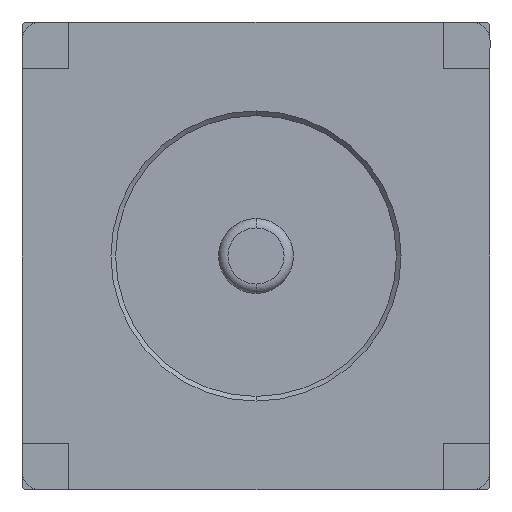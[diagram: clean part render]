
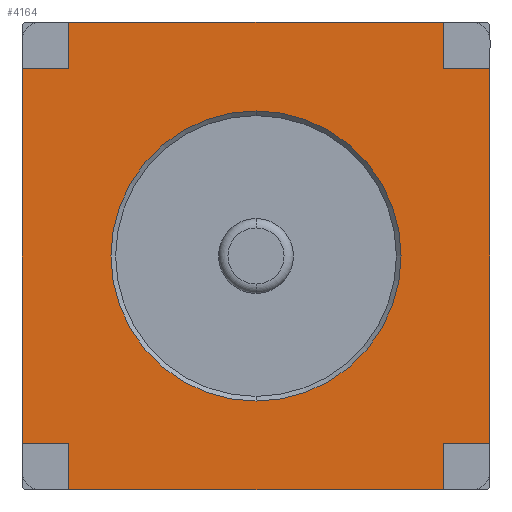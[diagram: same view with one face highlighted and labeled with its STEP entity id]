
A CAD part, front view. The second image highlights one B-rep face of the part: STEP entity #4164.
In plain terms, the highlighted planar face has unit normal (0, -1, 0).
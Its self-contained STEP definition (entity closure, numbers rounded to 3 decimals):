
#219 = VERTEX_POINT ( 'NONE', #6808 ) ;
#224 = VERTEX_POINT ( 'NONE', #6810 ) ;
#229 = VERTEX_POINT ( 'NONE', #6812 ) ;
#232 = VERTEX_POINT ( 'NONE', #6813 ) ;
#234 = VERTEX_POINT ( 'NONE', #6814 ) ;
#237 = VERTEX_POINT ( 'NONE', #6815 ) ;
#239 = VERTEX_POINT ( 'NONE', #6816 ) ;
#242 = VERTEX_POINT ( 'NONE', #6817 ) ;
#244 = VERTEX_POINT ( 'NONE', #6818 ) ;
#247 = VERTEX_POINT ( 'NONE', #6819 ) ;
#269 = VERTEX_POINT ( 'NONE', #6831 ) ;
#306 = EDGE_LOOP ( 'NONE', ( #1212, #1209, #1211, #1206, #1204, #1201, #1199, #1196, #1194, #1191, #1189, #1186 ) ) ;
#432 = VERTEX_POINT ( 'NONE', #6916 ) ;
#892 = VERTEX_POINT ( 'NONE', #6999 ) ;
#904 = ORIENTED_EDGE ( 'NONE', *, *, #4295, .T. ) ;
#906 = ORIENTED_EDGE ( 'NONE', *, *, #3729, .T. ) ;
#1099 = VERTEX_POINT ( 'NONE', #7074 ) ;
#1178 = EDGE_LOOP ( 'NONE', ( #906, #904 ) ) ;
#1186 = ORIENTED_EDGE ( 'NONE', *, *, #4544, .F. ) ;
#1189 = ORIENTED_EDGE ( 'NONE', *, *, #4543, .F. ) ;
#1191 = ORIENTED_EDGE ( 'NONE', *, *, #4542, .F. ) ;
#1194 = ORIENTED_EDGE ( 'NONE', *, *, #4541, .F. ) ;
#1196 = ORIENTED_EDGE ( 'NONE', *, *, #4540, .F. ) ;
#1199 = ORIENTED_EDGE ( 'NONE', *, *, #4539, .F. ) ;
#1201 = ORIENTED_EDGE ( 'NONE', *, *, #4538, .F. ) ;
#1204 = ORIENTED_EDGE ( 'NONE', *, *, #4537, .F. ) ;
#1206 = ORIENTED_EDGE ( 'NONE', *, *, #4536, .F. ) ;
#1209 = ORIENTED_EDGE ( 'NONE', *, *, #4294, .F. ) ;
#1211 = ORIENTED_EDGE ( 'NONE', *, *, #4535, .F. ) ;
#1212 = ORIENTED_EDGE ( 'NONE', *, *, #3728, .F. ) ;
#2730 = CARTESIAN_POINT ( 'NONE',  ( 0., 0., 0. ) ) ;
#2734 = LINE ( 'NONE', #2735, #8543 ) ;
#2735 = CARTESIAN_POINT ( 'NONE',  ( -2.5, 0., -2.5 ) ) ;
#2736 = DIRECTION ( 'NONE',  ( 0., 0., 1. ) ) ;
#2737 = DIRECTION ( 'NONE',  ( 0., 1., 0. ) ) ;
#2738 = DIRECTION ( 'NONE',  ( 0., 0., 1. ) ) ;
#3649 = VECTOR ( 'NONE', #6156, 1000. ) ;
#3650 = VECTOR ( 'NONE', #6160, 1000. ) ;
#3651 = VECTOR ( 'NONE', #6163, 1000. ) ;
#3652 = VECTOR ( 'NONE', #6166, 1000. ) ;
#3653 = VECTOR ( 'NONE', #6169, 1000. ) ;
#3654 = VECTOR ( 'NONE', #6172, 1000. ) ;
#3655 = VECTOR ( 'NONE', #6175, 1000. ) ;
#3656 = VECTOR ( 'NONE', #6178, 1000. ) ;
#3658 = VECTOR ( 'NONE', #6181, 1000. ) ;
#3660 = VECTOR ( 'NONE', #6184, 1000. ) ;
#3728 = EDGE_CURVE ( 'NONE', #219, #224, #7197, .T. ) ;
#3729 = EDGE_CURVE ( 'NONE', #1099, #432, #3766, .T. ) ;
#3766 = CIRCLE ( 'NONE', #4031, 1.55 ) ;
#3815 = CIRCLE ( 'NONE', #8542, 1.55 ) ;
#4031 = AXIS2_PLACEMENT_3D ( 'NONE', #7200, #7201, #7202 ) ;
#4044 = VECTOR ( 'NONE', #7199, 1000. ) ;
#4164 = ADVANCED_FACE ( 'NONE', ( #8195, #8184 ), #7541, .F. ) ;
#4294 = EDGE_CURVE ( 'NONE', #892, #219, #2734, .T. ) ;
#4295 = EDGE_CURVE ( 'NONE', #432, #1099, #3815, .T. ) ;
#4535 = EDGE_CURVE ( 'NONE', #244, #892, #6154, .T. ) ;
#4536 = EDGE_CURVE ( 'NONE', #229, #244, #6158, .T. ) ;
#4537 = EDGE_CURVE ( 'NONE', #232, #229, #6161, .T. ) ;
#4538 = EDGE_CURVE ( 'NONE', #234, #232, #6164, .T. ) ;
#4539 = EDGE_CURVE ( 'NONE', #237, #234, #6167, .T. ) ;
#4540 = EDGE_CURVE ( 'NONE', #239, #237, #6170, .T. ) ;
#4541 = EDGE_CURVE ( 'NONE', #242, #239, #6173, .T. ) ;
#4542 = EDGE_CURVE ( 'NONE', #247, #242, #6176, .T. ) ;
#4543 = EDGE_CURVE ( 'NONE', #269, #247, #6179, .T. ) ;
#4544 = EDGE_CURVE ( 'NONE', #224, #269, #6182, .T. ) ;
#6154 = LINE ( 'NONE', #6155, #3649 ) ;
#6155 = CARTESIAN_POINT ( 'NONE',  ( -2.5, 0., -2. ) ) ;
#6156 = DIRECTION ( 'NONE',  ( -1., 0., 0. ) ) ;
#6158 = LINE ( 'NONE', #6159, #3650 ) ;
#6159 = CARTESIAN_POINT ( 'NONE',  ( -2., 0., -2. ) ) ;
#6160 = DIRECTION ( 'NONE',  ( 0., 0., 1. ) ) ;
#6161 = LINE ( 'NONE', #6162, #3651 ) ;
#6162 = CARTESIAN_POINT ( 'NONE',  ( -2.5, 0., -2.5 ) ) ;
#6163 = DIRECTION ( 'NONE',  ( -1., 0., 0. ) ) ;
#6164 = LINE ( 'NONE', #6165, #3652 ) ;
#6165 = CARTESIAN_POINT ( 'NONE',  ( 2., 0., -2.5 ) ) ;
#6166 = DIRECTION ( 'NONE',  ( 0., 0., -1. ) ) ;
#6167 = LINE ( 'NONE', #6168, #3653 ) ;
#6168 = CARTESIAN_POINT ( 'NONE',  ( 2., 0., -2. ) ) ;
#6169 = DIRECTION ( 'NONE',  ( -1., 0., 0. ) ) ;
#6170 = LINE ( 'NONE', #6171, #3654 ) ;
#6171 = CARTESIAN_POINT ( 'NONE',  ( 2.5, 0., -2.5 ) ) ;
#6172 = DIRECTION ( 'NONE',  ( 0., 0., -1. ) ) ;
#6173 = LINE ( 'NONE', #6174, #3655 ) ;
#6174 = CARTESIAN_POINT ( 'NONE',  ( 2.5, 0., 2. ) ) ;
#6175 = DIRECTION ( 'NONE',  ( 1., 0., 0. ) ) ;
#6176 = LINE ( 'NONE', #6177, #3656 ) ;
#6177 = CARTESIAN_POINT ( 'NONE',  ( 2., 0., 2. ) ) ;
#6178 = DIRECTION ( 'NONE',  ( 0., 0., -1. ) ) ;
#6179 = LINE ( 'NONE', #6180, #3658 ) ;
#6180 = CARTESIAN_POINT ( 'NONE',  ( -2.5, 0., 2.5 ) ) ;
#6181 = DIRECTION ( 'NONE',  ( 1., 0., 0. ) ) ;
#6182 = LINE ( 'NONE', #6183, #3660 ) ;
#6183 = CARTESIAN_POINT ( 'NONE',  ( -2., 0., 2.5 ) ) ;
#6184 = DIRECTION ( 'NONE',  ( 0., 0., 1. ) ) ;
#6808 = CARTESIAN_POINT ( 'NONE',  ( -2.5, 0., 2. ) ) ;
#6810 = CARTESIAN_POINT ( 'NONE',  ( -2., 0., 2. ) ) ;
#6812 = CARTESIAN_POINT ( 'NONE',  ( -2., 0., -2.5 ) ) ;
#6813 = CARTESIAN_POINT ( 'NONE',  ( 2., 0., -2.5 ) ) ;
#6814 = CARTESIAN_POINT ( 'NONE',  ( 2., 0., -2. ) ) ;
#6815 = CARTESIAN_POINT ( 'NONE',  ( 2.5, 0., -2. ) ) ;
#6816 = CARTESIAN_POINT ( 'NONE',  ( 2.5, 0., 2. ) ) ;
#6817 = CARTESIAN_POINT ( 'NONE',  ( 2., 0., 2. ) ) ;
#6818 = CARTESIAN_POINT ( 'NONE',  ( -2., 0., -2. ) ) ;
#6819 = CARTESIAN_POINT ( 'NONE',  ( 2., 0., 2.5 ) ) ;
#6831 = CARTESIAN_POINT ( 'NONE',  ( -2., 0., 2.5 ) ) ;
#6916 = CARTESIAN_POINT ( 'NONE',  ( 0., 0., 1.55 ) ) ;
#6999 = CARTESIAN_POINT ( 'NONE',  ( -2.5, 0., -2. ) ) ;
#7074 = CARTESIAN_POINT ( 'NONE',  ( 0., 0., -1.55 ) ) ;
#7197 = LINE ( 'NONE', #7198, #4044 ) ;
#7198 = CARTESIAN_POINT ( 'NONE',  ( -2., 0., 2. ) ) ;
#7199 = DIRECTION ( 'NONE',  ( 1., 0., 0. ) ) ;
#7200 = CARTESIAN_POINT ( 'NONE',  ( 0., 0., 0. ) ) ;
#7201 = DIRECTION ( 'NONE',  ( 0., 1., 0. ) ) ;
#7202 = DIRECTION ( 'NONE',  ( 0., 0., 1. ) ) ;
#7541 = PLANE ( 'NONE',  #8196 ) ;
#7542 = CARTESIAN_POINT ( 'NONE',  ( 0., 0., 0. ) ) ;
#7543 = DIRECTION ( 'NONE',  ( 0., 1., 0. ) ) ;
#7544 = DIRECTION ( 'NONE',  ( 0., 0., 1. ) ) ;
#8184 = FACE_OUTER_BOUND ( 'NONE', #306, .T. ) ;
#8195 = FACE_BOUND ( 'NONE', #1178, .T. ) ;
#8196 = AXIS2_PLACEMENT_3D ( 'NONE', #7542, #7543, #7544 ) ;
#8542 = AXIS2_PLACEMENT_3D ( 'NONE', #2730, #2737, #2738 ) ;
#8543 = VECTOR ( 'NONE', #2736, 1000. ) ;
